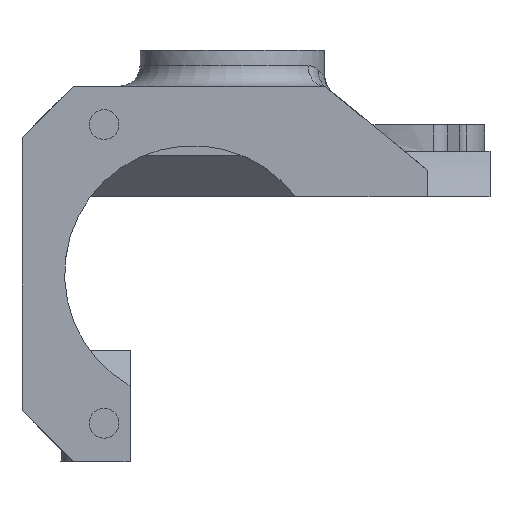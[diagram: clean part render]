
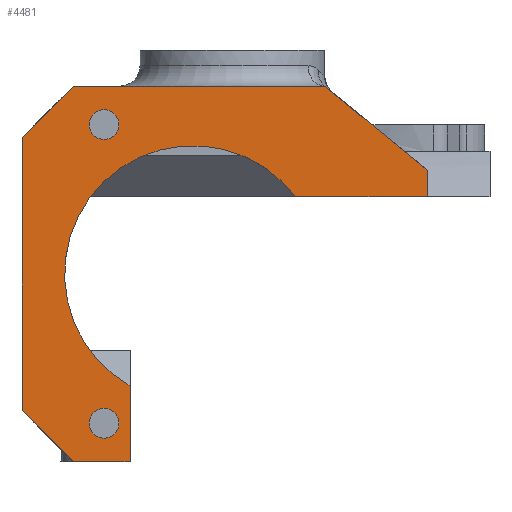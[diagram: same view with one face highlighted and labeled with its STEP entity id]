
A CAD part, left-side view. The second image highlights one B-rep face of the part: STEP entity #4481.
In plain terms, the highlighted planar face has unit normal (-1, 0, 0).
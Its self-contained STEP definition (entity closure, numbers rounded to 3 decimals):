
#101=FACE_BOUND('',#849,.T.);
#102=FACE_BOUND('',#850,.T.);
#360=PLANE('',#4879);
#576=FACE_OUTER_BOUND('',#848,.T.);
#848=EDGE_LOOP('',(#3731,#3732,#3733,#3734,#3735,#3736,#3737,#3738,#3739,
#3740));
#849=EDGE_LOOP('',(#3741));
#850=EDGE_LOOP('',(#3742));
#1036=LINE('',#6538,#1468);
#1113=LINE('',#6960,#1545);
#1122=LINE('',#6995,#1554);
#1135=LINE('',#7029,#1567);
#1241=LINE('',#7417,#1673);
#1242=LINE('',#7419,#1674);
#1243=LINE('',#7421,#1675);
#1244=LINE('',#7423,#1676);
#1245=LINE('',#7424,#1677);
#1468=VECTOR('',#5170,1000.);
#1545=VECTOR('',#5389,1000.);
#1554=VECTOR('',#5426,1000.);
#1567=VECTOR('',#5461,1000.);
#1673=VECTOR('',#5827,1000.);
#1674=VECTOR('',#5828,1000.);
#1675=VECTOR('',#5829,1000.);
#1676=VECTOR('',#5830,1000.);
#1677=VECTOR('',#5831,1000.);
#1917=CIRCLE('',#4782,1.45);
#1919=CIRCLE('',#4785,1.45);
#1968=CIRCLE('',#4867,12.5);
#2055=VERTEX_POINT('',#6535);
#2056=VERTEX_POINT('',#6537);
#2165=VERTEX_POINT('',#6959);
#2175=VERTEX_POINT('',#6991);
#2177=VERTEX_POINT('',#6994);
#2221=VERTEX_POINT('',#7173);
#2223=VERTEX_POINT('',#7179);
#2287=VERTEX_POINT('',#7368);
#2305=VERTEX_POINT('',#7416);
#2306=VERTEX_POINT('',#7418);
#2307=VERTEX_POINT('',#7420);
#2308=VERTEX_POINT('',#7422);
#2485=EDGE_CURVE('',#2055,#2056,#1036,.T.);
#2620=EDGE_CURVE('',#2056,#2165,#1113,.T.);
#2638=EDGE_CURVE('',#2175,#2177,#1122,.T.);
#2656=EDGE_CURVE('',#2165,#2175,#1135,.T.);
#2714=EDGE_CURVE('',#2221,#2221,#1917,.T.);
#2717=EDGE_CURVE('',#2223,#2223,#1919,.T.);
#2808=EDGE_CURVE('',#2177,#2287,#1968,.T.);
#2831=EDGE_CURVE('',#2305,#2287,#1241,.T.);
#2832=EDGE_CURVE('',#2306,#2055,#1242,.T.);
#2833=EDGE_CURVE('',#2306,#2307,#1243,.T.);
#2834=EDGE_CURVE('',#2308,#2307,#1244,.T.);
#2835=EDGE_CURVE('',#2308,#2305,#1245,.T.);
#3731=ORIENTED_EDGE('',*,*,#2831,.T.);
#3732=ORIENTED_EDGE('',*,*,#2808,.F.);
#3733=ORIENTED_EDGE('',*,*,#2638,.F.);
#3734=ORIENTED_EDGE('',*,*,#2656,.F.);
#3735=ORIENTED_EDGE('',*,*,#2620,.F.);
#3736=ORIENTED_EDGE('',*,*,#2485,.F.);
#3737=ORIENTED_EDGE('',*,*,#2832,.F.);
#3738=ORIENTED_EDGE('',*,*,#2833,.T.);
#3739=ORIENTED_EDGE('',*,*,#2834,.F.);
#3740=ORIENTED_EDGE('',*,*,#2835,.T.);
#3741=ORIENTED_EDGE('',*,*,#2717,.F.);
#3742=ORIENTED_EDGE('',*,*,#2714,.F.);
#4481=ADVANCED_FACE('',(#576,#101,#102),#360,.F.);
#4782=AXIS2_PLACEMENT_3D('',#7175,#5571,#5572);
#4785=AXIS2_PLACEMENT_3D('',#7181,#5578,#5579);
#4867=AXIS2_PLACEMENT_3D('',#7369,#5784,#5785);
#4879=AXIS2_PLACEMENT_3D('',#7415,#5825,#5826);
#5170=DIRECTION('',(0.,-1.,0.));
#5389=DIRECTION('',(0.,-0.773,-0.634));
#5426=DIRECTION('',(0.,1.,0.));
#5461=DIRECTION('',(0.,0.,-1.));
#5571=DIRECTION('center_axis',(-1.,0.,0.));
#5572=DIRECTION('ref_axis',(0.,0.,1.));
#5578=DIRECTION('center_axis',(-1.,0.,0.));
#5579=DIRECTION('ref_axis',(0.,0.,1.));
#5784=DIRECTION('center_axis',(-1.,0.,0.));
#5785=DIRECTION('ref_axis',(0.,0.,1.));
#5825=DIRECTION('center_axis',(1.,0.,0.));
#5826=DIRECTION('ref_axis',(0.,0.,-1.));
#5827=DIRECTION('',(0.,0.,1.));
#5828=DIRECTION('',(0.,-0.707,0.707));
#5829=DIRECTION('',(0.,0.,-1.));
#5830=DIRECTION('',(0.,0.707,0.707));
#5831=DIRECTION('',(0.,-1.,0.));
#6535=CARTESIAN_POINT('',(-39.903,84.125,135.266));
#6537=CARTESIAN_POINT('',(-39.903,59.625,135.266));
#6538=CARTESIAN_POINT('',(-39.903,78.625,135.266));
#6959=CARTESIAN_POINT('',(-39.903,49.625,127.066));
#6960=CARTESIAN_POINT('',(-39.903,59.625,135.266));
#6991=CARTESIAN_POINT('',(-39.903,49.625,124.466));
#6994=CARTESIAN_POINT('',(-39.903,62.475,124.466));
#6995=CARTESIAN_POINT('',(-39.903,49.625,124.466));
#7029=CARTESIAN_POINT('',(-39.903,49.625,149.409));
#7173=CARTESIAN_POINT('',(-39.903,81.125,100.966));
#7175=CARTESIAN_POINT('Origin',(-39.903,81.125,102.416));
#7179=CARTESIAN_POINT('',(-39.903,81.125,130.066));
#7181=CARTESIAN_POINT('Origin',(-39.903,81.125,131.516));
#7368=CARTESIAN_POINT('',(-39.903,78.595,106.067));
#7369=CARTESIAN_POINT('Origin',(-39.903,72.475,116.966));
#7415=CARTESIAN_POINT('Origin',(-39.903,78.625,135.266));
#7416=CARTESIAN_POINT('',(-39.903,78.595,98.666));
#7417=CARTESIAN_POINT('',(-39.903,78.595,0.));
#7418=CARTESIAN_POINT('',(-39.903,89.125,130.266));
#7419=CARTESIAN_POINT('',(-39.903,89.125,130.266));
#7420=CARTESIAN_POINT('',(-39.903,89.125,103.666));
#7421=CARTESIAN_POINT('',(-39.903,89.125,135.266));
#7422=CARTESIAN_POINT('',(-39.903,84.125,98.666));
#7423=CARTESIAN_POINT('',(-39.903,84.125,98.666));
#7424=CARTESIAN_POINT('',(-39.903,78.625,98.666));
